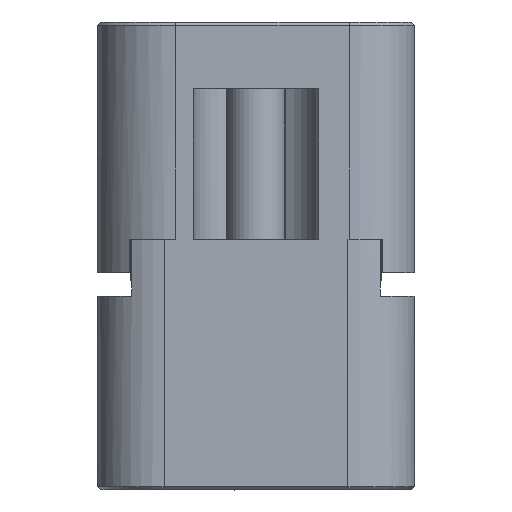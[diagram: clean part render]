
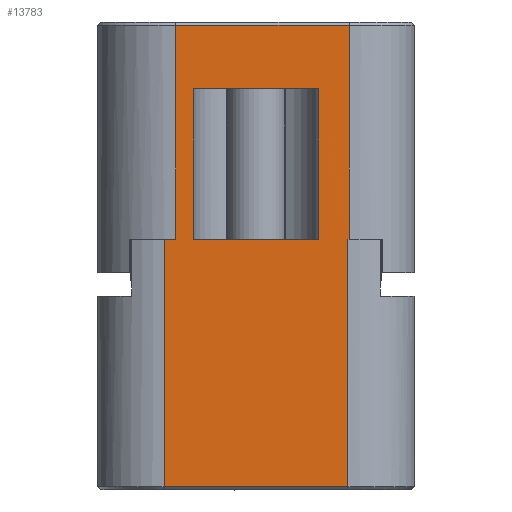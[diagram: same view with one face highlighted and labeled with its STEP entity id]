
A CAD part, left-side view. The second image highlights one B-rep face of the part: STEP entity #13783.
In plain terms, the highlighted planar face has unit normal (-1, 0, 0).
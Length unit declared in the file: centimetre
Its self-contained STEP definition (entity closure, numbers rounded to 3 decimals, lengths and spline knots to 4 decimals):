
#2850 = CARTESIAN_POINT ( 'NONE',  ( -2.6352, -0.3542, 0.9525 ) ) ;
#2870 = CARTESIAN_POINT ( 'NONE',  ( -2.6353, -0.3493, 0.013 ) ) ;
#2875 = CARTESIAN_POINT ( 'NONE',  ( -2.6352, 0.3493, 0.013 ) ) ;
#3129 = VERTEX_POINT ( 'NONE', #2850 ) ;
#3149 = VERTEX_POINT ( 'NONE', #2870 ) ;
#3154 = VERTEX_POINT ( 'NONE', #2875 ) ;
#4236 = EDGE_CURVE ( 'NONE', #8567, #8270, #9964, .T. ) ;
#4240 = EDGE_CURVE ( 'NONE', #8599, #8595, #9968, .T. ) ;
#5851 = EDGE_CURVE ( 'NONE', #8504, #3129, #10453, .T. ) ;
#5852 = EDGE_CURVE ( 'NONE', #8502, #8504, #10454, .T. ) ;
#5853 = EDGE_CURVE ( 'NONE', #8567, #8502, #10449, .T. ) ;
#6599 = LINE ( 'NONE', #10996, #6627 ) ;
#6602 = LINE ( 'NONE', #10978, #6605 ) ;
#6605 = VECTOR ( 'NONE', #10979, 100. ) ;
#6607 = LINE ( 'NONE', #10985, #6610 ) ;
#6610 = VECTOR ( 'NONE', #10986, 100. ) ;
#6611 = LINE ( 'NONE', #10991, #6612 ) ;
#6612 = VECTOR ( 'NONE', #10992, 100. ) ;
#6618 = LINE ( 'NONE', #11002, #6621 ) ;
#6621 = VECTOR ( 'NONE', #11003, 100. ) ;
#6624 = LINE ( 'NONE', #10995, #6631 ) ;
#6627 = VECTOR ( 'NONE', #11008, 100. ) ;
#6631 = VECTOR ( 'NONE', #11011, 100. ) ;
#7369 = FACE_BOUND ( 'NONE', #7909, .T. ) ;
#7372 = FACE_OUTER_BOUND ( 'NONE', #7908, .T. ) ;
#7540 = B_SPLINE_CURVE_WITH_KNOTS ( 'NONE', 3,
 ( #10980, #10981, #10989, #10990 ),
 .UNSPECIFIED., .F., .F.,
 ( 4, 4 ),
 ( 0., 1. ),
 .UNSPECIFIED. ) ;
#7908 = EDGE_LOOP ( 'NONE', ( #8333, #8332, #8331, #8330, #8328, #8327, #8326, #8325 ) ) ;
#7909 = EDGE_LOOP ( 'NONE', ( #8337, #8336, #8335, #8334 ) ) ;
#8270 = VERTEX_POINT ( 'NONE', #15111 ) ;
#8325 = ORIENTED_EDGE ( 'NONE', *, *, #9589, .T. ) ;
#8326 = ORIENTED_EDGE ( 'NONE', *, *, #9587, .T. ) ;
#8327 = ORIENTED_EDGE ( 'NONE', *, *, #9581, .T. ) ;
#8328 = ORIENTED_EDGE ( 'NONE', *, *, #4236, .T. ) ;
#8330 = ORIENTED_EDGE ( 'NONE', *, *, #5853, .F. ) ;
#8331 = ORIENTED_EDGE ( 'NONE', *, *, #5852, .F. ) ;
#8332 = ORIENTED_EDGE ( 'NONE', *, *, #5851, .F. ) ;
#8333 = ORIENTED_EDGE ( 'NONE', *, *, #9588, .F. ) ;
#8334 = ORIENTED_EDGE ( 'NONE', *, *, #9606, .T. ) ;
#8335 = ORIENTED_EDGE ( 'NONE', *, *, #9599, .T. ) ;
#8336 = ORIENTED_EDGE ( 'NONE', *, *, #9611, .T. ) ;
#8337 = ORIENTED_EDGE ( 'NONE', *, *, #4240, .T. ) ;
#8502 = VERTEX_POINT ( 'NONE', #15249 ) ;
#8504 = VERTEX_POINT ( 'NONE', #15251 ) ;
#8567 = VERTEX_POINT ( 'NONE', #15314 ) ;
#8595 = VERTEX_POINT ( 'NONE', #15342 ) ;
#8596 = VERTEX_POINT ( 'NONE', #15343 ) ;
#8599 = VERTEX_POINT ( 'NONE', #15346 ) ;
#8602 = VERTEX_POINT ( 'NONE', #15349 ) ;
#8619 = VERTEX_POINT ( 'NONE', #15366 ) ;
#9581 = EDGE_CURVE ( 'NONE', #8270, #3154, #6602, .T. ) ;
#9587 = EDGE_CURVE ( 'NONE', #3154, #3149, #6607, .T. ) ;
#9588 = EDGE_CURVE ( 'NONE', #3129, #8619, #7540, .T. ) ;
#9589 = EDGE_CURVE ( 'NONE', #3149, #8619, #6611, .T. ) ;
#9599 = EDGE_CURVE ( 'NONE', #8596, #8602, #6618, .T. ) ;
#9606 = EDGE_CURVE ( 'NONE', #8602, #8599, #6599, .T. ) ;
#9611 = EDGE_CURVE ( 'NONE', #8595, #8596, #6624, .T. ) ;
#9964 = LINE ( 'NONE', #14737, #9966 ) ;
#9966 = VECTOR ( 'NONE', #14732, 100. ) ;
#9968 = LINE ( 'NONE', #14738, #9970 ) ;
#9970 = VECTOR ( 'NONE', #14745, 100. ) ;
#10449 = LINE ( 'NONE', #15071, #10459 ) ;
#10453 = LINE ( 'NONE', #15068, #10455 ) ;
#10454 = LINE ( 'NONE', #15075, #10457 ) ;
#10455 = VECTOR ( 'NONE', #14955, 100. ) ;
#10457 = VECTOR ( 'NONE', #15077, 100. ) ;
#10459 = VECTOR ( 'NONE', #15078, 100. ) ;
#10978 = CARTESIAN_POINT ( 'NONE',  ( -2.6353, 0.3492, 0.9525 ) ) ;
#10979 = DIRECTION ( 'NONE',  ( 0., 0., -1. ) ) ;
#10980 = CARTESIAN_POINT ( 'NONE',  ( -2.6352, -0.3542, 0.9525 ) ) ;
#10981 = CARTESIAN_POINT ( 'NONE',  ( -2.6352, -0.3525, 0.9525 ) ) ;
#10985 = CARTESIAN_POINT ( 'NONE',  ( -2.6353, 0., 0.013 ) ) ;
#10986 = DIRECTION ( 'NONE',  ( 0., -1., 0. ) ) ;
#10989 = CARTESIAN_POINT ( 'NONE',  ( -2.6353, -0.3509, 0.9525 ) ) ;
#10990 = CARTESIAN_POINT ( 'NONE',  ( -2.6353, -0.3493, 0.9525 ) ) ;
#10991 = CARTESIAN_POINT ( 'NONE',  ( -2.6353, -0.3493, 0.9525 ) ) ;
#10992 = DIRECTION ( 'NONE',  ( 0., 0., 1. ) ) ;
#10995 = CARTESIAN_POINT ( 'NONE',  ( -2.6353, -0.2388, 0.9525 ) ) ;
#10996 = CARTESIAN_POINT ( 'NONE',  ( -2.6353, 0.2388, 0.9525 ) ) ;
#11002 = CARTESIAN_POINT ( 'NONE',  ( -2.6353, 0., 0.9525 ) ) ;
#11003 = DIRECTION ( 'NONE',  ( 0., 1., 0. ) ) ;
#11008 = DIRECTION ( 'NONE',  ( 0., 0., 1. ) ) ;
#11011 = DIRECTION ( 'NONE',  ( 0., 0., -1. ) ) ;
#12636 = AXIS2_PLACEMENT_3D ( 'NONE', #13533, #13543, #13544 ) ;
#13533 = CARTESIAN_POINT ( 'NONE',  ( -2.6353, 0., 0.9525 ) ) ;
#13541 = PLANE ( 'NONE',  #12636 ) ;
#13543 = DIRECTION ( 'NONE',  ( -1., 0., 0. ) ) ;
#13544 = DIRECTION ( 'NONE',  ( 0., -1., 0. ) ) ;
#13783 = ADVANCED_FACE ( 'NONE', ( #7369, #7372 ), #13541, .T. ) ;
#14732 = DIRECTION ( 'NONE',  ( 0., 1., 0. ) ) ;
#14737 = CARTESIAN_POINT ( 'NONE',  ( -2.6353, 0., 0.9525 ) ) ;
#14738 = CARTESIAN_POINT ( 'NONE',  ( -2.6353, 0., 1.524 ) ) ;
#14745 = DIRECTION ( 'NONE',  ( 0., -1., 0. ) ) ;
#14955 = DIRECTION ( 'NONE',  ( 0., 0., -1. ) ) ;
#15068 = CARTESIAN_POINT ( 'NONE',  ( -2.6353, -0.3542, 1.778 ) ) ;
#15071 = CARTESIAN_POINT ( 'NONE',  ( -2.6353, 0.3051, 1.778 ) ) ;
#15075 = CARTESIAN_POINT ( 'NONE',  ( -2.6353, -0.0006, 1.765 ) ) ;
#15077 = DIRECTION ( 'NONE',  ( 0., -1., 0. ) ) ;
#15078 = DIRECTION ( 'NONE',  ( 0., 0., 1. ) ) ;
#15111 = CARTESIAN_POINT ( 'NONE',  ( -2.6353, 0.3493, 0.9525 ) ) ;
#15249 = CARTESIAN_POINT ( 'NONE',  ( -2.6352, 0.3051, 1.765 ) ) ;
#15251 = CARTESIAN_POINT ( 'NONE',  ( -2.6352, -0.3542, 1.765 ) ) ;
#15314 = CARTESIAN_POINT ( 'NONE',  ( -2.6353, 0.3051, 0.9525 ) ) ;
#15342 = CARTESIAN_POINT ( 'NONE',  ( -2.6353, -0.2388, 1.524 ) ) ;
#15343 = CARTESIAN_POINT ( 'NONE',  ( -2.6353, -0.2388, 0.9525 ) ) ;
#15346 = CARTESIAN_POINT ( 'NONE',  ( -2.6353, 0.2388, 1.524 ) ) ;
#15349 = CARTESIAN_POINT ( 'NONE',  ( -2.6353, 0.2388, 0.9525 ) ) ;
#15366 = CARTESIAN_POINT ( 'NONE',  ( -2.6353, -0.3493, 0.9525 ) ) ;
